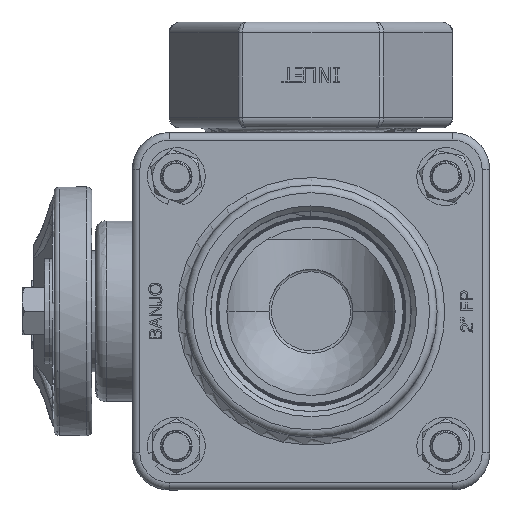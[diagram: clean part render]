
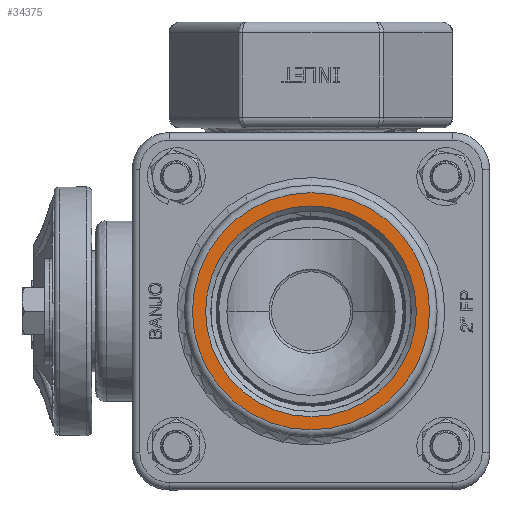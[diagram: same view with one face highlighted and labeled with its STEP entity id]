
A CAD part, left-side view. The second image highlights one B-rep face of the part: STEP entity #34375.
In plain terms, the highlighted face is planar.
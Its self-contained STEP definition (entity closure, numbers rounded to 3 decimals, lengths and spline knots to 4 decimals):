
#439=FACE_BOUND('',#5962,.T.);
#1678=PLANE('',#37269);
#3959=FACE_OUTER_BOUND('',#5961,.T.);
#5961=EDGE_LOOP('',(#32158,#32159));
#5962=EDGE_LOOP('',(#32160,#32161));
#6711=CIRCLE('',#37164,1.41);
#6712=CIRCLE('',#37165,1.41);
#6726=CIRCLE('',#37270,1.253);
#6727=CIRCLE('',#37271,1.253);
#17353=VERTEX_POINT('',#62641);
#17354=VERTEX_POINT('',#62643);
#17608=VERTEX_POINT('',#63942);
#17609=VERTEX_POINT('',#63943);
#22111=EDGE_CURVE('',#17353,#17354,#6711,.T.);
#22112=EDGE_CURVE('',#17354,#17353,#6712,.T.);
#22488=EDGE_CURVE('',#17608,#17609,#6726,.T.);
#22489=EDGE_CURVE('',#17609,#17608,#6727,.T.);
#32158=ORIENTED_EDGE('',*,*,#22112,.F.);
#32159=ORIENTED_EDGE('',*,*,#22111,.F.);
#32160=ORIENTED_EDGE('',*,*,#22488,.T.);
#32161=ORIENTED_EDGE('',*,*,#22489,.T.);
#34375=ADVANCED_FACE('',(#3959,#439),#1678,.T.);
#37164=AXIS2_PLACEMENT_3D('',#62644,#45325,#45326);
#37165=AXIS2_PLACEMENT_3D('',#62645,#45327,#45328);
#37269=AXIS2_PLACEMENT_3D('',#63941,#45803,#45804);
#37270=AXIS2_PLACEMENT_3D('',#63944,#45805,#45806);
#37271=AXIS2_PLACEMENT_3D('',#63945,#45807,#45808);
#45325=DIRECTION('center_axis',(0.,-1.,0.));
#45326=DIRECTION('ref_axis',(-1.,0.,0.));
#45327=DIRECTION('center_axis',(0.,-1.,0.));
#45328=DIRECTION('ref_axis',(-1.,0.,0.));
#45803=DIRECTION('center_axis',(0.,1.,0.));
#45804=DIRECTION('ref_axis',(0.,0.,1.));
#45805=DIRECTION('center_axis',(0.,-1.,0.));
#45806=DIRECTION('ref_axis',(1.,0.,0.));
#45807=DIRECTION('center_axis',(0.,-1.,0.));
#45808=DIRECTION('ref_axis',(1.,0.,0.));
#62641=CARTESIAN_POINT('',(0.,1.46,1.41));
#62643=CARTESIAN_POINT('',(1.41,1.46,0.));
#62644=CARTESIAN_POINT('Origin',(0.,1.46,0.));
#62645=CARTESIAN_POINT('Origin',(0.,1.46,0.));
#63941=CARTESIAN_POINT('Origin',(1.3765,1.46,0.));
#63942=CARTESIAN_POINT('',(1.253,1.46,0.));
#63943=CARTESIAN_POINT('',(-1.253,1.46,0.));
#63944=CARTESIAN_POINT('Origin',(0.,1.46,0.));
#63945=CARTESIAN_POINT('Origin',(0.,1.46,0.));
